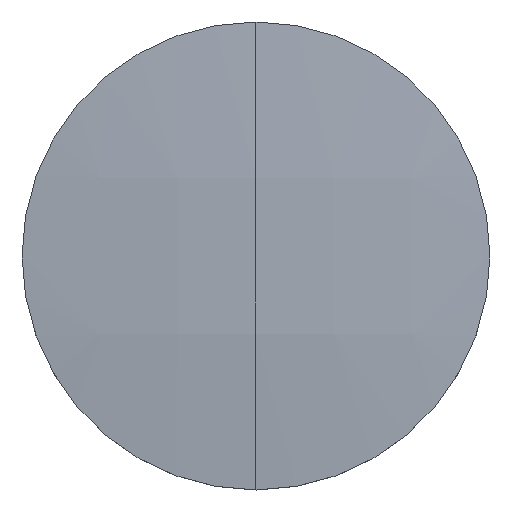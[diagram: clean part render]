
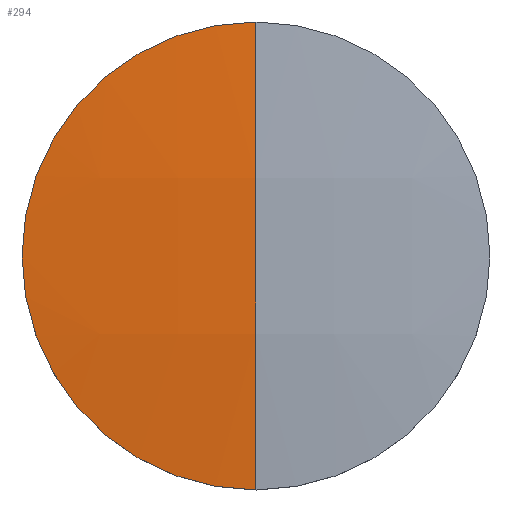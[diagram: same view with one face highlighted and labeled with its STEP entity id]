
A CAD part, top view. The second image highlights one B-rep face of the part: STEP entity #294.
In plain terms, the highlighted free-form (B-spline) face has degree [3, 3] with [4, 4] control points.
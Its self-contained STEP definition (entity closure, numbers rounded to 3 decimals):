
#7 = ORIENTED_EDGE ( 'NONE', *, *, #163, .T. ) ;
#16 = VERTEX_POINT ( 'NONE', #148 ) ;
#22 = CARTESIAN_POINT ( 'NONE',  ( -6.409, -6.445, 5.301 ) ) ;
#28 = CARTESIAN_POINT ( 'NONE',  ( -19.192, 6.445, 4.409 ) ) ;
#37 = CARTESIAN_POINT ( 'NONE',  ( 0., 0., -201.6 ) ) ;
#41 = EDGE_CURVE ( 'NONE', #237, #16, #110, .T. ) ;
#43 = CARTESIAN_POINT ( 'NONE',  ( 0., 0., 4.12 ) ) ;
#53 = FACE_OUTER_BOUND ( 'NONE', #241, .T. ) ;
#55 = CARTESIAN_POINT ( 'NONE',  ( -12.736, 19.278, 3.803 ) ) ;
#69 = ORIENTED_EDGE ( 'NONE', *, *, #41, .F. ) ;
#81 = EDGE_CURVE ( 'NONE', #16, #219, #235, .T. ) ;
#86 = CARTESIAN_POINT ( 'NONE',  ( 0., 0., 4.12 ) ) ;
#96 = CARTESIAN_POINT ( 'NONE',  ( 0., -19.05, 4.12 ) ) ;
#97 = CARTESIAN_POINT ( 'NONE',  ( -12.736, -19.278, 3.803 ) ) ;
#110 = CIRCLE ( 'NONE', #135, 19.05 ) ;
#113 = DIRECTION ( 'NONE',  ( -1., 0., 0. ) ) ;
#119 = CARTESIAN_POINT ( 'NONE',  ( 0., 19.05, 4.12 ) ) ;
#120 = CARTESIAN_POINT ( 'NONE',  ( 0., 19.278, 4.099 ) ) ;
#121 = CARTESIAN_POINT ( 'NONE',  ( -19.08, 19.278, 3.212 ) ) ;
#125 = CARTESIAN_POINT ( 'NONE',  ( -12.811, -6.445, 5.004 ) ) ;
#135 = AXIS2_PLACEMENT_3D ( 'NONE', #43, #150, #233 ) ;
#147 = CARTESIAN_POINT ( 'NONE',  ( -12.811, 6.445, 5.004 ) ) ;
#148 = CARTESIAN_POINT ( 'NONE',  ( -19.05, 0., 4.12 ) ) ;
#150 = DIRECTION ( 'NONE',  ( 0., 0., -1. ) ) ;
#151 = CIRCLE ( 'NONE', #221, 206.6 ) ;
#162 = DIRECTION ( 'NONE',  ( 0., -1., 0. ) ) ;
#163 = EDGE_CURVE ( 'NONE', #237, #219, #151, .T. ) ;
#168 = CARTESIAN_POINT ( 'NONE',  ( -19.192, -6.445, 4.409 ) ) ;
#169 = CARTESIAN_POINT ( 'NONE',  ( -19.08, -19.278, 3.212 ) ) ;
#193 = CARTESIAN_POINT ( 'NONE',  ( -6.409, 6.445, 5.301 ) ) ;
#218 = CARTESIAN_POINT ( 'NONE',  ( 0., -6.445, 5.301 ) ) ;
#219 = VERTEX_POINT ( 'NONE', #119 ) ;
#221 = AXIS2_PLACEMENT_3D ( 'NONE', #37, #113, #162 ) ;
#227 = ORIENTED_EDGE ( 'NONE', *, *, #81, .F. ) ;
#233 = DIRECTION ( 'NONE',  ( 1., 0., 0. ) ) ;
#235 = CIRCLE ( 'NONE', #258, 19.05 ) ;
#237 = VERTEX_POINT ( 'NONE', #96 ) ;
#241 = EDGE_LOOP ( 'NONE', ( #69, #7, #227 ) ) ;
#243 = CARTESIAN_POINT ( 'NONE',  ( -6.372, 19.278, 4.099 ) ) ;
#244 = CARTESIAN_POINT ( 'NONE',  ( 0., -19.278, 4.099 ) ) ;
#256 = DIRECTION ( 'NONE',  ( 1., 0., 0. ) ) ;
#258 = AXIS2_PLACEMENT_3D ( 'NONE', #86, #282, #256 ) ;
#268 =( BOUNDED_SURFACE ( )  B_SPLINE_SURFACE ( 3, 3, ( 
 ( #244, #293, #97, #169 ),
 ( #218, #22, #125, #168 ),
 ( #272, #193, #147, #28 ),
 ( #120, #243, #55, #121 ) ),
 .UNSPECIFIED., .F., .F., .F. ) 
 B_SPLINE_SURFACE_WITH_KNOTS ( ( 4, 4 ),
 ( 4, 4 ),
 ( 0., 1. ),
 ( 0., 1. ),
 .UNSPECIFIED. ) 
 GEOMETRIC_REPRESENTATION_ITEM ( )  RATIONAL_B_SPLINE_SURFACE ( (
 ( 1., 0.999, 0.999, 1.),
 ( 0.997, 0.996, 0.996, 0.997),
 ( 0.997, 0.996, 0.996, 0.997),
 ( 1., 0.999, 0.999, 1.) ) ) 
 REPRESENTATION_ITEM ( '' )  SURFACE ( )  );
#272 = CARTESIAN_POINT ( 'NONE',  ( 0., 6.445, 5.301 ) ) ;
#282 = DIRECTION ( 'NONE',  ( 0., 0., -1. ) ) ;
#293 = CARTESIAN_POINT ( 'NONE',  ( -6.372, -19.278, 4.099 ) ) ;
#294 = ADVANCED_FACE ( 'NONE', ( #53 ), #268, .T. ) ;
